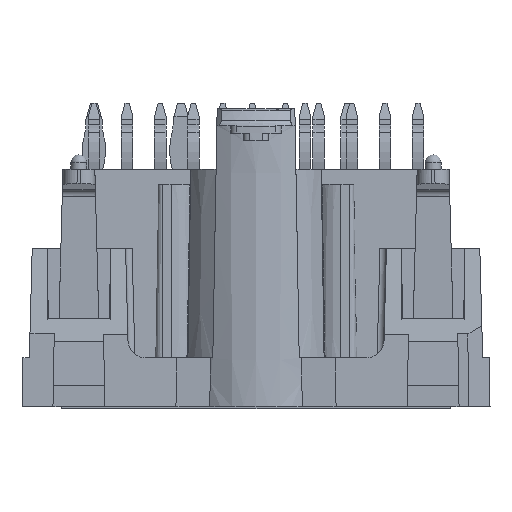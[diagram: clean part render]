
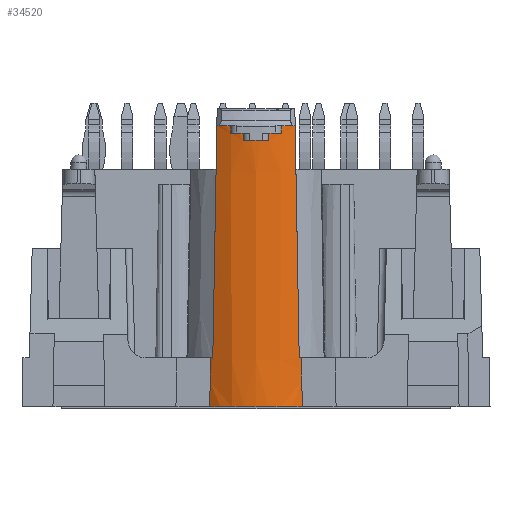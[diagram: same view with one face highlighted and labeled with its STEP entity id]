
A CAD part, left-side view. The second image highlights one B-rep face of the part: STEP entity #34520.
In plain terms, the highlighted conical face has half-angle 0.356 degrees and reference radius 5.5 mm.
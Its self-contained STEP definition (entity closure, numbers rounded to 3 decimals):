
#57=CONICAL_SURFACE('',#36157,5.5,0.006);
#262=CIRCLE('',#36037,5.597);
#265=CIRCLE('',#36042,5.594);
#267=CIRCLE('',#36046,5.597);
#272=CIRCLE('',#36057,5.6);
#274=CIRCLE('',#36158,5.479);
#275=CIRCLE('',#36160,5.5);
#276=CIRCLE('',#36161,5.6);
#277=CIRCLE('',#36162,5.5);
#952=ELLIPSE('',#36030,430.867,7.027);
#953=ELLIPSE('',#36032,430.867,7.027);
#980=ELLIPSE('',#36138,255.779,4.172);
#989=ELLIPSE('',#36159,255.779,4.172);
#2305=ORIENTED_EDGE('',*,*,#9138,.T.);
#2306=ORIENTED_EDGE('',*,*,#9139,.F.);
#2307=ORIENTED_EDGE('',*,*,#9140,.T.);
#2308=ORIENTED_EDGE('',*,*,#8931,.T.);
#2309=ORIENTED_EDGE('',*,*,#9141,.T.);
#2310=ORIENTED_EDGE('',*,*,#8952,.T.);
#2311=ORIENTED_EDGE('',*,*,#8950,.T.);
#2312=ORIENTED_EDGE('',*,*,#8947,.T.);
#2313=ORIENTED_EDGE('',*,*,#8945,.T.);
#2314=ORIENTED_EDGE('',*,*,#8942,.T.);
#2315=ORIENTED_EDGE('',*,*,#8939,.T.);
#2316=ORIENTED_EDGE('',*,*,#8937,.T.);
#2317=ORIENTED_EDGE('',*,*,#8958,.T.);
#2318=ORIENTED_EDGE('',*,*,#8928,.T.);
#2319=ORIENTED_EDGE('',*,*,#9142,.T.);
#2320=ORIENTED_EDGE('',*,*,#9114,.F.);
#8928=EDGE_CURVE('',#12383,#12382,#952,.T.);
#8931=EDGE_CURVE('',#12385,#12384,#953,.T.);
#8937=EDGE_CURVE('',#12390,#12389,#14801,.T.);
#8939=EDGE_CURVE('',#12391,#12390,#262,.T.);
#8942=EDGE_CURVE('',#12392,#12391,#14804,.T.);
#8945=EDGE_CURVE('',#12393,#12392,#265,.T.);
#8947=EDGE_CURVE('',#12394,#12393,#14807,.T.);
#8950=EDGE_CURVE('',#12395,#12394,#267,.T.);
#8952=EDGE_CURVE('',#12396,#12395,#14810,.T.);
#8958=EDGE_CURVE('',#12389,#12383,#272,.T.);
#9114=EDGE_CURVE('',#12499,#12500,#980,.T.);
#9138=EDGE_CURVE('',#12499,#12517,#274,.T.);
#9139=EDGE_CURVE('',#12518,#12517,#989,.T.);
#9140=EDGE_CURVE('',#12518,#12385,#275,.T.);
#9141=EDGE_CURVE('',#12384,#12396,#276,.T.);
#9142=EDGE_CURVE('',#12382,#12500,#277,.T.);
#12382=VERTEX_POINT('',#46147);
#12383=VERTEX_POINT('',#46149);
#12384=VERTEX_POINT('',#46153);
#12385=VERTEX_POINT('',#46155);
#12389=VERTEX_POINT('',#46191);
#12390=VERTEX_POINT('',#46193);
#12391=VERTEX_POINT('',#46197);
#12392=VERTEX_POINT('',#46202);
#12393=VERTEX_POINT('',#46207);
#12394=VERTEX_POINT('',#46211);
#12395=VERTEX_POINT('',#46216);
#12396=VERTEX_POINT('',#46220);
#12499=VERTEX_POINT('',#46575);
#12500=VERTEX_POINT('',#46577);
#12517=VERTEX_POINT('',#46629);
#12518=VERTEX_POINT('',#46631);
#14801=LINE('',#46192,#17714);
#14804=LINE('',#46201,#17717);
#14807=LINE('',#46210,#17720);
#14810=LINE('',#46219,#17723);
#17714=VECTOR('',#38876,1000.);
#17717=VECTOR('',#38887,1000.);
#17720=VECTOR('',#38898,1000.);
#17723=VECTOR('',#38909,1000.);
#20456=EDGE_LOOP('',(#2305,#2306,#2307,#2308,#2309,#2310,#2311,#2312,#2313,
#2314,#2315,#2316,#2317,#2318,#2319,#2320));
#22028=FACE_BOUND('',#20456,.T.);
#34520=ADVANCED_FACE('',(#22028),#57,.T.);
#36030=AXIS2_PLACEMENT_3D('',#46148,#38860,#38861);
#36032=AXIS2_PLACEMENT_3D('',#46154,#38866,#38867);
#36037=AXIS2_PLACEMENT_3D('',#46196,#38880,#38881);
#36042=AXIS2_PLACEMENT_3D('',#46206,#38893,#38894);
#36046=AXIS2_PLACEMENT_3D('',#46215,#38904,#38905);
#36057=AXIS2_PLACEMENT_3D('',#46231,#38929,#38930);
#36138=AXIS2_PLACEMENT_3D('',#46576,#39218,#39219);
#36157=AXIS2_PLACEMENT_3D('',#46627,#39271,#39272);
#36158=AXIS2_PLACEMENT_3D('',#46628,#39273,#39274);
#36159=AXIS2_PLACEMENT_3D('',#46630,#39275,#39276);
#36160=AXIS2_PLACEMENT_3D('',#46632,#39277,#39278);
#36161=AXIS2_PLACEMENT_3D('',#46633,#39279,#39280);
#36162=AXIS2_PLACEMENT_3D('',#46634,#39281,#39282);
#38860=DIRECTION('',(0.,-1.,-0.017));
#38861=DIRECTION('',(0.,-0.017,1.));
#38866=DIRECTION('',(0.,1.,-0.017));
#38867=DIRECTION('',(0.,0.017,1.));
#38876=DIRECTION('',(-0.007,0.,1.));
#38880=DIRECTION('',(0.,0.,-1.));
#38881=DIRECTION('',(-1.,0.,0.));
#38887=DIRECTION('',(-0.006,0.,1.));
#38893=DIRECTION('',(0.,0.,-1.));
#38894=DIRECTION('',(-1.,0.,0.));
#38898=DIRECTION('',(0.006,0.,-1.));
#38904=DIRECTION('',(0.,0.,-1.));
#38905=DIRECTION('',(-1.,0.,0.));
#38909=DIRECTION('',(0.007,0.,-1.));
#38929=DIRECTION('',(0.,0.,-1.));
#38930=DIRECTION('',(-1.,0.,0.));
#39218=DIRECTION('',(1.,0.,0.017));
#39219=DIRECTION('',(-0.017,0.,1.));
#39271=DIRECTION('',(0.,0.,1.));
#39272=DIRECTION('',(-1.,0.,0.));
#39273=DIRECTION('',(0.,0.,1.));
#39274=DIRECTION('',(1.,0.,0.));
#39275=DIRECTION('',(1.,0.,0.017));
#39276=DIRECTION('',(-0.017,0.,1.));
#39277=DIRECTION('',(0.,0.,-1.));
#39278=DIRECTION('',(-1.,0.,0.));
#39279=DIRECTION('',(0.,0.,-1.));
#39280=DIRECTION('',(-1.,0.,0.));
#39281=DIRECTION('',(0.,0.,-1.));
#39282=DIRECTION('',(-1.,0.,0.));
#46147=CARTESIAN_POINT('',(-32.11,3.,3.25));
#46148=CARTESIAN_POINT('',(-27.5,-2.676,328.415));
#46149=CARTESIAN_POINT('',(-32.396,2.719,19.35));
#46153=CARTESIAN_POINT('',(-32.396,-2.719,19.35));
#46154=CARTESIAN_POINT('',(-27.5,2.676,328.415));
#46155=CARTESIAN_POINT('',(-32.11,-3.,3.25));
#46191=CARTESIAN_POINT('',(-32.82,1.75,19.35));
#46192=CARTESIAN_POINT('',(-32.818,1.75,19.1));
#46193=CARTESIAN_POINT('',(-32.816,1.75,18.85));
#46196=CARTESIAN_POINT('',(-27.5,0.,18.85));
#46197=CARTESIAN_POINT('',(-33.024,0.9,18.85));
#46201=CARTESIAN_POINT('',(-33.022,0.9,18.6));
#46202=CARTESIAN_POINT('',(-33.021,0.9,18.35));
#46206=CARTESIAN_POINT('',(-27.5,0.,18.35));
#46207=CARTESIAN_POINT('',(-33.021,-0.9,18.35));
#46210=CARTESIAN_POINT('',(-33.022,-0.9,18.6));
#46211=CARTESIAN_POINT('',(-33.024,-0.9,18.85));
#46215=CARTESIAN_POINT('',(-27.5,0.,18.85));
#46216=CARTESIAN_POINT('',(-32.816,-1.75,18.85));
#46219=CARTESIAN_POINT('',(-32.818,-1.75,19.1));
#46220=CARTESIAN_POINT('',(-32.82,-1.75,19.35));
#46231=CARTESIAN_POINT('',(-27.5,0.,19.35));
#46575=CARTESIAN_POINT('',(-31.941,3.209,-0.15));
#46576=CARTESIAN_POINT('',(-29.088,0.,-163.553));
#46577=CARTESIAN_POINT('',(-32.,3.162,3.25));
#46627=CARTESIAN_POINT('',(-27.5,0.,3.25));
#46628=CARTESIAN_POINT('',(-27.5,0.,-0.15));
#46629=CARTESIAN_POINT('',(-31.941,-3.209,-0.15));
#46630=CARTESIAN_POINT('',(-29.088,0.,-163.553));
#46631=CARTESIAN_POINT('',(-32.,-3.162,3.25));
#46632=CARTESIAN_POINT('',(-27.5,0.,3.25));
#46633=CARTESIAN_POINT('',(-27.5,0.,19.35));
#46634=CARTESIAN_POINT('',(-27.5,0.,3.25));
